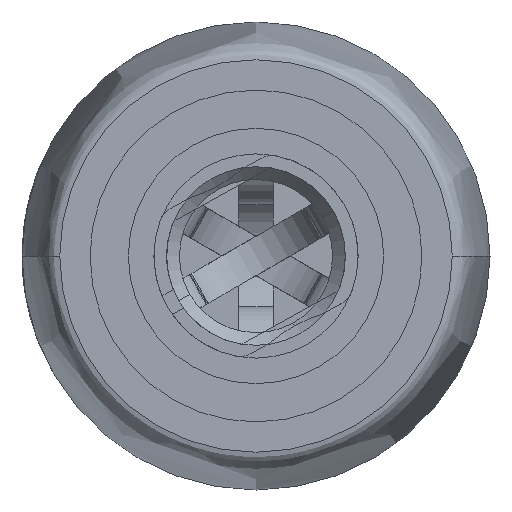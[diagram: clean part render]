
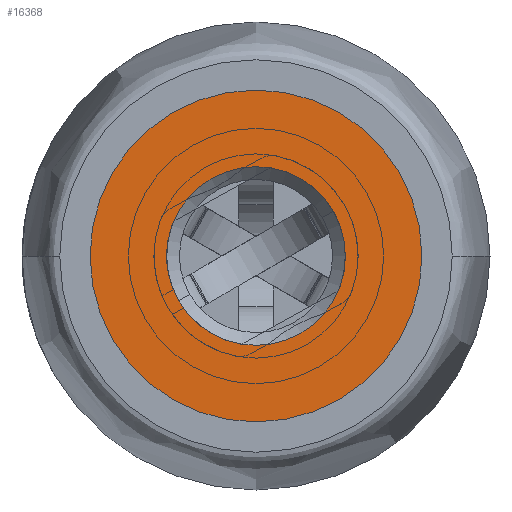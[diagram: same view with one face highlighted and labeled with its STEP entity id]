
A CAD part, left-side view. The second image highlights one B-rep face of the part: STEP entity #16368.
In plain terms, the highlighted face is planar.
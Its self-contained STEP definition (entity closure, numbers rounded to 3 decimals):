
#524 = VERTEX_POINT ( 'NONE', #11210 ) ;
#1864 = DIRECTION ( 'NONE',  ( 0., -1., 0. ) ) ;
#2475 = ORIENTED_EDGE ( 'NONE', *, *, #6070, .F. ) ;
#2918 = AXIS2_PLACEMENT_3D ( 'NONE', #14081, #31399, #11426 ) ;
#6070 = EDGE_CURVE ( 'NONE', #28494, #7507, #21086, .T. ) ;
#6145 = CARTESIAN_POINT ( 'NONE',  ( 0., 12.923, -2.1 ) ) ;
#7507 = VERTEX_POINT ( 'NONE', #32754 ) ;
#10300 = CARTESIAN_POINT ( 'NONE',  ( 0., 12.923, 0. ) ) ;
#11210 = CARTESIAN_POINT ( 'NONE',  ( 0., 12.923, 2.1 ) ) ;
#11426 = DIRECTION ( 'NONE',  ( 0., 0., -1. ) ) ;
#11695 = ORIENTED_EDGE ( 'NONE', *, *, #18916, .T. ) ;
#12130 = ORIENTED_EDGE ( 'NONE', *, *, #21422, .T. ) ;
#12865 = AXIS2_PLACEMENT_3D ( 'NONE', #10300, #1864, #18956 ) ;
#14081 = CARTESIAN_POINT ( 'NONE',  ( 0., 12.923, 0. ) ) ;
#14538 = CARTESIAN_POINT ( 'NONE',  ( 0., 12.923, 3.9 ) ) ;
#15404 = CIRCLE ( 'NONE', #2918, 3.9 ) ;
#15437 = CARTESIAN_POINT ( 'NONE',  ( 3.9, 12.923, 0. ) ) ;
#15678 = DIRECTION ( 'NONE',  ( 0., 0., 1. ) ) ;
#15919 = PLANE ( 'NONE',  #34049 ) ;
#15986 = CARTESIAN_POINT ( 'NONE',  ( 0., 12.923, 0. ) ) ;
#16118 = DIRECTION ( 'NONE',  ( 0., -1., 0. ) ) ;
#16337 = CIRCLE ( 'NONE', #36434, 2.1 ) ;
#16368 = ADVANCED_FACE ( 'NONE', ( #27410, #26532 ), #15919, .T. ) ;
#18916 = EDGE_CURVE ( 'NONE', #524, #19152, #27686, .T. ) ;
#18956 = DIRECTION ( 'NONE',  ( 0., 0., -1. ) ) ;
#19152 = VERTEX_POINT ( 'NONE', #6145 ) ;
#21086 = CIRCLE ( 'NONE', #12865, 3.9 ) ;
#21422 = EDGE_CURVE ( 'NONE', #19152, #524, #16337, .T. ) ;
#22393 = EDGE_LOOP ( 'NONE', ( #11695, #12130 ) ) ;
#25537 = ORIENTED_EDGE ( 'NONE', *, *, #34755, .F. ) ;
#26532 = FACE_OUTER_BOUND ( 'NONE', #33473, .T. ) ;
#27410 = FACE_BOUND ( 'NONE', #22393, .T. ) ;
#27686 = CIRCLE ( 'NONE', #37206, 2.1 ) ;
#28494 = VERTEX_POINT ( 'NONE', #14538 ) ;
#29005 = DIRECTION ( 'NONE',  ( 0., -1., 0. ) ) ;
#30527 = DIRECTION ( 'NONE',  ( 0., 0., -1. ) ) ;
#31399 = DIRECTION ( 'NONE',  ( 0., -1., 0. ) ) ;
#31789 = DIRECTION ( 'NONE',  ( 0., 0., -1. ) ) ;
#32754 = CARTESIAN_POINT ( 'NONE',  ( 0., 12.923, -3.9 ) ) ;
#33473 = EDGE_LOOP ( 'NONE', ( #25537, #2475 ) ) ;
#34049 = AXIS2_PLACEMENT_3D ( 'NONE', #15437, #35523, #15678 ) ;
#34317 = CARTESIAN_POINT ( 'NONE',  ( 0., 12.923, 0. ) ) ;
#34755 = EDGE_CURVE ( 'NONE', #7507, #28494, #15404, .T. ) ;
#35523 = DIRECTION ( 'NONE',  ( 0., 1., 0. ) ) ;
#36434 = AXIS2_PLACEMENT_3D ( 'NONE', #15986, #16118, #30527 ) ;
#37206 = AXIS2_PLACEMENT_3D ( 'NONE', #34317, #29005, #31789 ) ;
